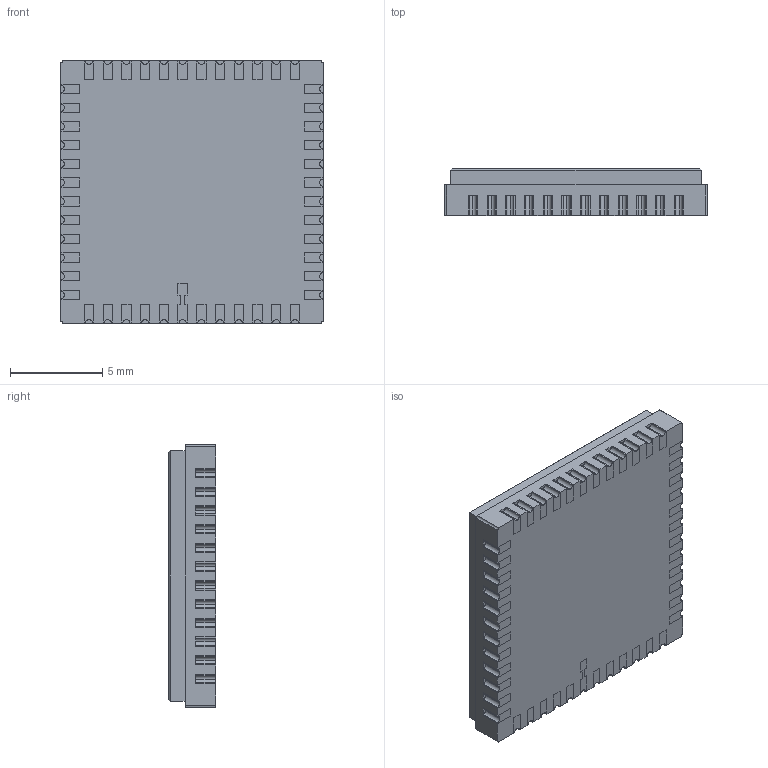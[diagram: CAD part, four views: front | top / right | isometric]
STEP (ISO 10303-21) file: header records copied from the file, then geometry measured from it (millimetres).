
FILE_DESCRIPTION (( 'STEP AP214' ), '1' );
FILE_NAME ('115AO.STEP', '2024-04-15T14:55:00', ( 'LENOVO' ), ( '' ), 'SwSTEP 2.0', 'SolidWorks 2021', '' );
FILE_SCHEMA (( 'AUTOMOTIVE_DESIGN' ));
Length unit declared in the file: millimetre
Products named in the file (1): 115AO
Bounding box: 14.22 x 2.55 x 14.22 mm (x, y, z)
Volume: 496.8 mm3; surface area: 1240.8 mm2
Topology: 50 solids, 50 shells, 660 faces, 1676 edges, 1116 vertices
Faces by surface type: plane 560, cylinder 100
Entity records: 20123 total; most frequent: CARTESIAN_POINT 3453, ORIENTED_EDGE 3352, DIRECTION 3198, EDGE_CURVE 1676, LINE 1476, VECTOR 1476, VERTEX_POINT 1116, AXIS2_PLACEMENT_3D 861
